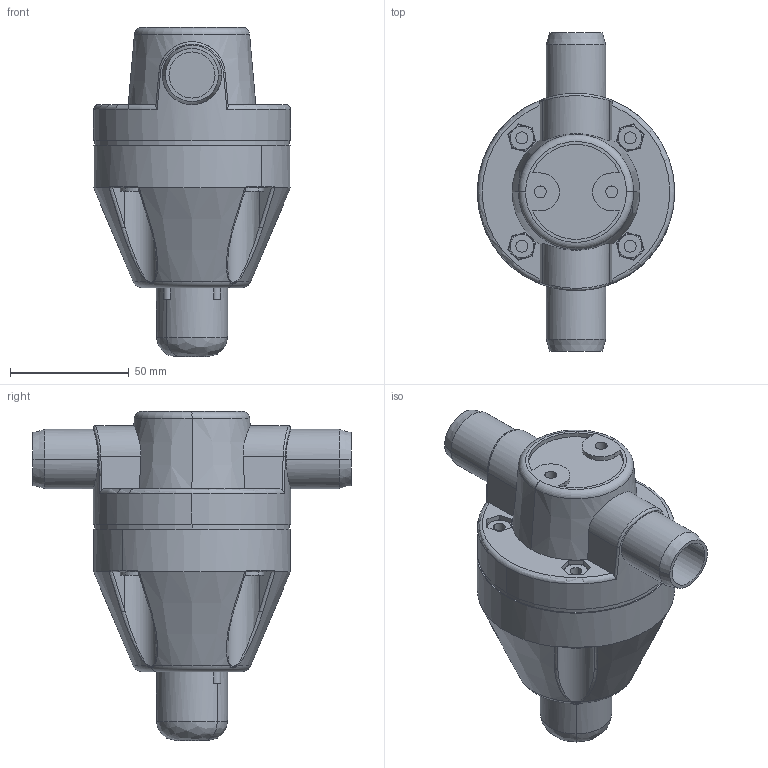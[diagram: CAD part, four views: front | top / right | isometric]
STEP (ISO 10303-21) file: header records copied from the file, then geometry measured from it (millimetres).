
FILE_DESCRIPTION((''),'2;1');
FILE_NAME('KU_V186_PVC_DN20_17000136_1','2019-06-04T',('Kattner'),(''),'PRO/ENGINEER BY PARAMETRIC TECHNOLOGY CORPORATION, 2016360','PRO/ENGINEER BY PARAMETRIC TECHNOLOGY CORPORATION, 2016360','');
FILE_SCHEMA(('AUTOMOTIVE_DESIGN { 1 0 10303 214 1 1 1 1 }'));
Length unit declared in the file: millimetre
Products named in the file (1): KU_V186_PVC_DN20_17000136_1
Bounding box: 83 x 134 x 138.5 mm (x, y, z)
Volume: 433033.8 mm3; surface area: 45317 mm2
Topology: 1 solids, 1 shells, 214 faces, 548 edges, 362 vertices
Faces by surface type: plane 100, cylinder 48, bspline 26, cone 26, torus 14
Entity records: 10454 total; most frequent: CARTESIAN_POINT 3972, ORIENTED_EDGE 1096, DIRECTION 922, EDGE_CURVE 548, AXIS2_PLACEMENT_3D 362, VERTEX_POINT 362, EDGE_LOOP 240, FACE_OUTER_BOUND 214
